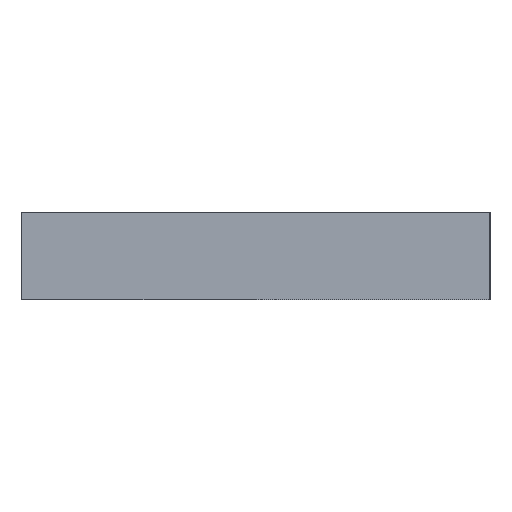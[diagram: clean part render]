
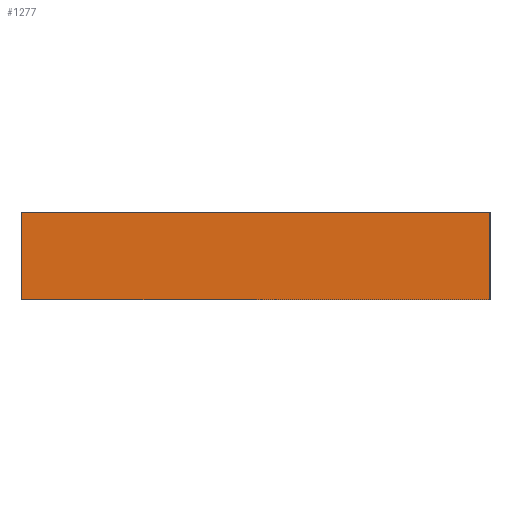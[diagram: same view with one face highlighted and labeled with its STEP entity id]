
A CAD part, left-side view. The second image highlights one B-rep face of the part: STEP entity #1277.
In plain terms, the highlighted planar face has unit normal (-1, 0, 0).
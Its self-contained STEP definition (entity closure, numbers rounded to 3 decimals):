
#242=DIRECTION('',(0.,-1.,0.));
#243=VECTOR('',#242,80.);
#244=CARTESIAN_POINT('',(-113.,40.,0.));
#245=LINE('',#244,#243);
#489=DIRECTION('',(0.,0.,1.));
#490=VECTOR('',#489,15.);
#491=CARTESIAN_POINT('',(-113.,-40.,0.));
#492=LINE('',#491,#490);
#496=DIRECTION('',(0.,0.,1.));
#497=VECTOR('',#496,15.);
#498=CARTESIAN_POINT('',(-113.,40.,0.));
#499=LINE('',#498,#497);
#524=DIRECTION('',(0.,-1.,0.));
#525=VECTOR('',#524,80.);
#526=CARTESIAN_POINT('',(-113.,40.,15.));
#527=LINE('',#526,#525);
#1009=CARTESIAN_POINT('',(-113.,-40.,0.));
#1011=VERTEX_POINT('',#1009);
#1015=CARTESIAN_POINT('',(-113.,40.,0.));
#1016=VERTEX_POINT('',#1015);
#1017=CARTESIAN_POINT('',(-113.,-40.,15.));
#1019=VERTEX_POINT('',#1017);
#1023=CARTESIAN_POINT('',(-113.,40.,15.));
#1024=VERTEX_POINT('',#1023);
#1264=CARTESIAN_POINT('',(-113.,40.,0.));
#1265=DIRECTION('',(-1.,0.,0.));
#1266=DIRECTION('',(0.,-1.,0.));
#1267=AXIS2_PLACEMENT_3D('',#1264,#1265,#1266);
#1268=PLANE('',#1267);
#1269=ORIENTED_EDGE('',*,*,#1164,.F.);
#1271=ORIENTED_EDGE('',*,*,#1270,.T.);
#1273=ORIENTED_EDGE('',*,*,#1272,.T.);
#1274=ORIENTED_EDGE('',*,*,#1255,.F.);
#1275=EDGE_LOOP('',(#1269,#1271,#1273,#1274));
#1276=FACE_OUTER_BOUND('',#1275,.F.);
#1164=EDGE_CURVE('',#1016,#1011,#245,.T.);
#1255=EDGE_CURVE('',#1011,#1019,#492,.T.);
#1270=EDGE_CURVE('',#1016,#1024,#499,.T.);
#1272=EDGE_CURVE('',#1024,#1019,#527,.T.);
#1277=ADVANCED_FACE('',(#1276),#1268,.T.);
